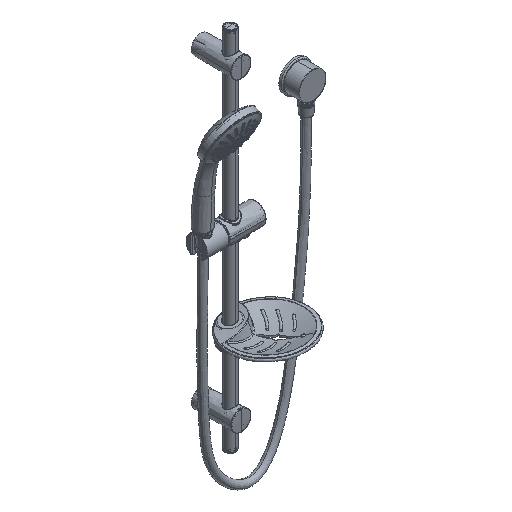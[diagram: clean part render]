
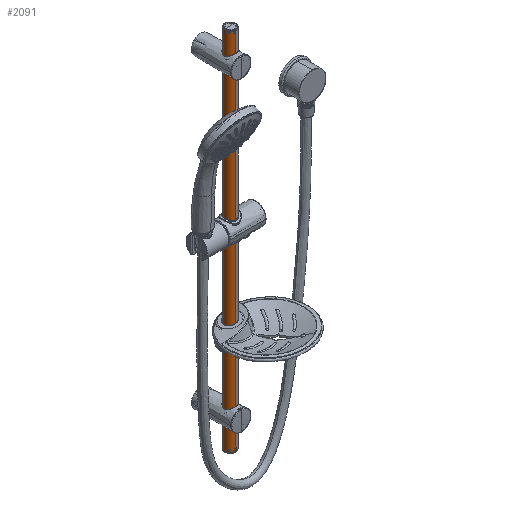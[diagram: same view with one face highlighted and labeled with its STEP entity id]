
A CAD part, isometric view. The second image highlights one B-rep face of the part: STEP entity #2091.
In plain terms, the highlighted cylindrical face has radius 10.3 mm (diameter 20.6 mm), a partial arc.
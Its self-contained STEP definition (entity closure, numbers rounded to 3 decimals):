
#2091=ADVANCED_FACE('',(#5132),#47024,.T.);
#5132=FACE_OUTER_BOUND('',#8255,.T.);
#8255=EDGE_LOOP('',(#16328,#16329,#16330,#16331));
#16328=ORIENTED_EDGE('',*,*,#28370,.T.);
#16329=ORIENTED_EDGE('',*,*,#28371,.T.);
#16330=ORIENTED_EDGE('',*,*,#28372,.T.);
#16331=ORIENTED_EDGE('',*,*,#28373,.T.);
#28370=EDGE_CURVE('',#42246,#42243,#38795,.T.);
#28371=EDGE_CURVE('',#42243,#42242,#38796,.T.);
#28372=EDGE_CURVE('',#42242,#42247,#38797,.T.);
#28373=EDGE_CURVE('',#42247,#42246,#38798,.T.);
#38795=(
BOUNDED_CURVE()
B_SPLINE_CURVE(1,(#103098,#103099),.UNSPECIFIED.,.F.,.F.)
B_SPLINE_CURVE_WITH_KNOTS((2,2),(3.301,69.32),
 .UNSPECIFIED.)
CURVE()
GEOMETRIC_REPRESENTATION_ITEM()
RATIONAL_B_SPLINE_CURVE((1.,1.))
REPRESENTATION_ITEM('')
);
#38796=(
BOUNDED_CURVE()
B_SPLINE_CURVE(2,(#103100,#103101,#103102,#103103,#103104),
 .UNSPECIFIED.,.F.,.F.)
B_SPLINE_CURVE_WITH_KNOTS((3,2,3),(0.,1.571,3.142),
 .UNSPECIFIED.)
CURVE()
GEOMETRIC_REPRESENTATION_ITEM()
RATIONAL_B_SPLINE_CURVE((1.,0.707,1.,0.707,1.))
REPRESENTATION_ITEM('')
);
#38797=(
BOUNDED_CURVE()
B_SPLINE_CURVE(1,(#103105,#103106),.UNSPECIFIED.,.F.,.F.)
B_SPLINE_CURVE_WITH_KNOTS((2,2),(-69.32,-3.301),
 .UNSPECIFIED.)
CURVE()
GEOMETRIC_REPRESENTATION_ITEM()
RATIONAL_B_SPLINE_CURVE((1.,1.))
REPRESENTATION_ITEM('')
);
#38798=(
BOUNDED_CURVE()
B_SPLINE_CURVE(2,(#103107,#103108,#103109,#103110,#103111),
 .UNSPECIFIED.,.F.,.F.)
B_SPLINE_CURVE_WITH_KNOTS((3,2,3),(-3.142,-1.571,0.),
 .UNSPECIFIED.)
CURVE()
GEOMETRIC_REPRESENTATION_ITEM()
RATIONAL_B_SPLINE_CURVE((1.,0.707,1.,0.707,1.))
REPRESENTATION_ITEM('')
);
#42242=VERTEX_POINT('',#103090);
#42243=VERTEX_POINT('',#103091);
#42246=VERTEX_POINT('',#103094);
#42247=VERTEX_POINT('',#103095);
#47024=CYLINDRICAL_SURFACE('',#48653,10.3);
#48653=AXIS2_PLACEMENT_3D('',#103085,#49885,$);
#49885=DIRECTION('',(0.,0.,-1.));
#103085=CARTESIAN_POINT('',(0.,-55.,-284.86));
#103090=CARTESIAN_POINT('',(0.,-44.7,55.14));
#103091=CARTESIAN_POINT('',(0.,-65.3,55.14));
#103094=CARTESIAN_POINT('',(0.,-65.3,-624.86));
#103095=CARTESIAN_POINT('',(0.,-44.7,-624.86));
#103098=CARTESIAN_POINT('',(0.,-65.3,-624.86));
#103099=CARTESIAN_POINT('',(0.,-65.3,55.14));
#103100=CARTESIAN_POINT('',(0.,-65.3,55.14));
#103101=CARTESIAN_POINT('',(-10.3,-65.3,55.14));
#103102=CARTESIAN_POINT('',(-10.3,-55.,55.14));
#103103=CARTESIAN_POINT('',(-10.3,-44.7,55.14));
#103104=CARTESIAN_POINT('',(0.,-44.7,55.14));
#103105=CARTESIAN_POINT('',(0.,-44.7,55.14));
#103106=CARTESIAN_POINT('',(0.,-44.7,-624.86));
#103107=CARTESIAN_POINT('',(0.,-44.7,-624.86));
#103108=CARTESIAN_POINT('',(-10.3,-44.7,-624.86));
#103109=CARTESIAN_POINT('',(-10.3,-55.,-624.86));
#103110=CARTESIAN_POINT('',(-10.3,-65.3,-624.86));
#103111=CARTESIAN_POINT('',(0.,-65.3,-624.86));
